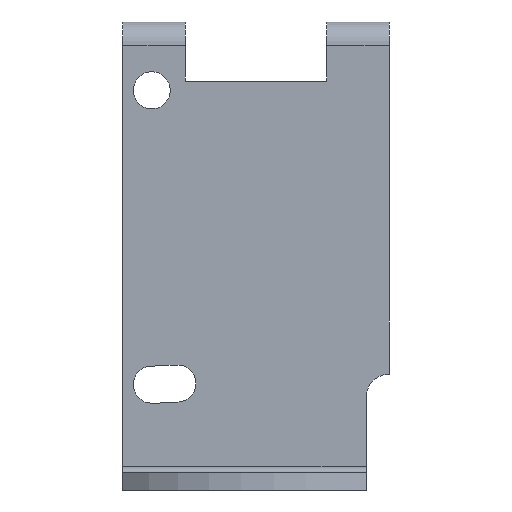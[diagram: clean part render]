
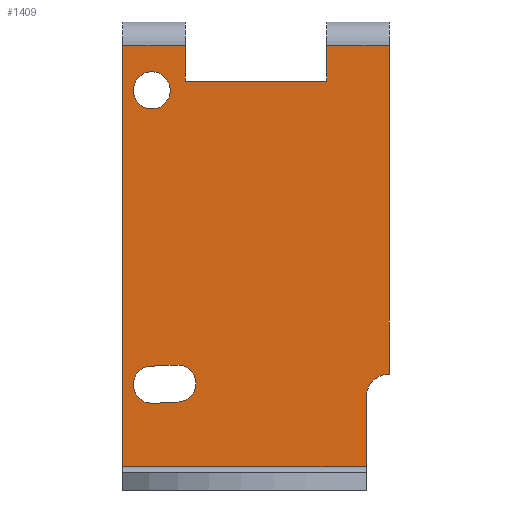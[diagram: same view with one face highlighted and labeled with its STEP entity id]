
A CAD part, left-side view. The second image highlights one B-rep face of the part: STEP entity #1409.
In plain terms, the highlighted planar face has unit normal (-1, 0, 0).
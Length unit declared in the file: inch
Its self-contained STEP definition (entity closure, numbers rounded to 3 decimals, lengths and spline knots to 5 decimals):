
#2 = DIRECTION ( 'NONE',  ( 1., 0., 0. ) ) ;
#10 = LINE ( 'NONE', #831, #649 ) ;
#12 = ORIENTED_EDGE ( 'NONE', *, *, #2030, .T. ) ;
#28 = ORIENTED_EDGE ( 'NONE', *, *, #246, .T. ) ;
#31 = CARTESIAN_POINT ( 'NONE',  ( -0.31102, 0.35433, 1.35827 ) ) ;
#32 = ORIENTED_EDGE ( 'NONE', *, *, #2124, .T. ) ;
#38 = CARTESIAN_POINT ( 'NONE',  ( -0.31102, 0.24016, 1.51575 ) ) ;
#42 = DIRECTION ( 'NONE',  ( 0., 0., 1. ) ) ;
#48 = DIRECTION ( 'NONE',  ( 0., 0., -1. ) ) ;
#50 = EDGE_CURVE ( 'NONE', #1527, #2182, #252, .T. ) ;
#56 = DIRECTION ( 'NONE',  ( 0., 0., 1. ) ) ;
#74 = VERTEX_POINT ( 'NONE', #288 ) ;
#89 = ORIENTED_EDGE ( 'NONE', *, *, #2005, .T. ) ;
#91 = DIRECTION ( 'NONE',  ( 0., -1., 0. ) ) ;
#100 = DIRECTION ( 'NONE',  ( 0., 1., 0. ) ) ;
#143 = CIRCLE ( 'NONE', #1837, 1.06299 ) ;
#201 = CARTESIAN_POINT ( 'NONE',  ( -0.31102, -0.45276, 1.51181 ) ) ;
#207 = CARTESIAN_POINT ( 'NONE',  ( -0.31102, 0.35433, 1.35827 ) ) ;
#208 = DIRECTION ( 'NONE',  ( 0., 1., 0. ) ) ;
#234 = EDGE_CURVE ( 'NONE', #278, #1968, #143, .T. ) ;
#237 = CARTESIAN_POINT ( 'NONE',  ( -0.31102, 0.24016, 1.38976 ) ) ;
#246 = EDGE_CURVE ( 'NONE', #1099, #74, #1226, .T. ) ;
#252 = CIRCLE ( 'NONE', #1798, 0.93701 ) ;
#278 = VERTEX_POINT ( 'NONE', #749 ) ;
#286 = CARTESIAN_POINT ( 'NONE',  ( -0.31102, -0.24016, 1.38976 ) ) ;
#288 = CARTESIAN_POINT ( 'NONE',  ( -0.31102, 0.45276, 0.07874 ) ) ;
#289 = VERTEX_POINT ( 'NONE', #894 ) ;
#293 = ORIENTED_EDGE ( 'NONE', *, *, #1914, .T. ) ;
#299 = AXIS2_PLACEMENT_3D ( 'NONE', #1007, #2, #1871 ) ;
#308 = LINE ( 'NONE', #785, #1420 ) ;
#312 = CARTESIAN_POINT ( 'NONE',  ( -0.31102, 0.45276, 1.51181 ) ) ;
#326 = ORIENTED_EDGE ( 'NONE', *, *, #411, .T. ) ;
#337 = CIRCLE ( 'NONE', #1694, 0.06299 ) ;
#348 = ORIENTED_EDGE ( 'NONE', *, *, #2102, .T. ) ;
#359 = EDGE_LOOP ( 'NONE', ( #32, #2119, #89, #507 ) ) ;
#368 = ORIENTED_EDGE ( 'NONE', *, *, #1531, .T. ) ;
#372 = DIRECTION ( 'NONE',  ( -1., 0., 0. ) ) ;
#377 = CARTESIAN_POINT ( 'NONE',  ( -0.31102, 0.35433, 1.35827 ) ) ;
#411 = EDGE_CURVE ( 'NONE', #74, #1161, #1890, .T. ) ;
#412 = CARTESIAN_POINT ( 'NONE',  ( -0.31102, 0.45276, 0.07874 ) ) ;
#439 = VERTEX_POINT ( 'NONE', #286 ) ;
#481 = VERTEX_POINT ( 'NONE', #1802 ) ;
#507 = ORIENTED_EDGE ( 'NONE', *, *, #234, .T. ) ;
#519 = EDGE_CURVE ( 'NONE', #2130, #289, #308, .T. ) ;
#539 = FACE_BOUND ( 'NONE', #1672, .T. ) ;
#550 = FACE_BOUND ( 'NONE', #359, .T. ) ;
#555 = CIRCLE ( 'NONE', #2117, 0.06299 ) ;
#587 = CARTESIAN_POINT ( 'NONE',  ( -0.31102, 0.35433, 0.35827 ) ) ;
#649 = VECTOR ( 'NONE', #1861, 39.37008 ) ;
#654 = VECTOR ( 'NONE', #2136, 39.37008 ) ;
#660 = EDGE_CURVE ( 'NONE', #1099, #1451, #1200, .T. ) ;
#662 = CARTESIAN_POINT ( 'NONE',  ( -0.31102, -0.45276, 0.3937 ) ) ;
#716 = DIRECTION ( 'NONE',  ( 1., 0., 0. ) ) ;
#717 = DIRECTION ( 'NONE',  ( 0., 0., -1. ) ) ;
#729 = DIRECTION ( 'NONE',  ( 0., 0., -1. ) ) ;
#731 = CARTESIAN_POINT ( 'NONE',  ( -0.31102, 0.35433, 1.35827 ) ) ;
#733 = DIRECTION ( 'NONE',  ( 1., 0., 0. ) ) ;
#739 = CARTESIAN_POINT ( 'NONE',  ( -0.31102, 0.45276, 0. ) ) ;
#749 = CARTESIAN_POINT ( 'NONE',  ( -0.31102, 0.26168, 0.29932 ) ) ;
#760 = DIRECTION ( 'NONE',  ( 0., 0., -1. ) ) ;
#767 = AXIS2_PLACEMENT_3D ( 'NONE', #2045, #1872, #1239 ) ;
#785 = CARTESIAN_POINT ( 'NONE',  ( -0.31102, 0.45276, 1.51181 ) ) ;
#831 = CARTESIAN_POINT ( 'NONE',  ( -0.31102, -0.45276, 0. ) ) ;
#885 = DIRECTION ( 'NONE',  ( -1., 0., 0. ) ) ;
#894 = CARTESIAN_POINT ( 'NONE',  ( -0.31102, -0.24016, 1.51181 ) ) ;
#896 = ORIENTED_EDGE ( 'NONE', *, *, #1597, .T. ) ;
#915 = ORIENTED_EDGE ( 'NONE', *, *, #519, .T. ) ;
#932 = CIRCLE ( 'NONE', #2003, 0.06299 ) ;
#940 = ORIENTED_EDGE ( 'NONE', *, *, #660, .F. ) ;
#999 = VECTOR ( 'NONE', #1218, 39.37008 ) ;
#1007 = CARTESIAN_POINT ( 'NONE',  ( -0.31102, -0.45276, 0.31496 ) ) ;
#1043 = AXIS2_PLACEMENT_3D ( 'NONE', #739, #372, #42 ) ;
#1099 = VERTEX_POINT ( 'NONE', #312 ) ;
#1144 = DIRECTION ( 'NONE',  ( 0., 0., -1. ) ) ;
#1154 = VECTOR ( 'NONE', #56, 39.37008 ) ;
#1161 = VERTEX_POINT ( 'NONE', #2157 ) ;
#1179 = ORIENTED_EDGE ( 'NONE', *, *, #1584, .T. ) ;
#1192 = EDGE_CURVE ( 'NONE', #2130, #1891, #10, .T. ) ;
#1200 = LINE ( 'NONE', #1308, #1702 ) ;
#1218 = DIRECTION ( 'NONE',  ( 0., 0., 1. ) ) ;
#1226 = LINE ( 'NONE', #1887, #2070 ) ;
#1231 = PLANE ( 'NONE',  #1043 ) ;
#1239 = DIRECTION ( 'NONE',  ( 0., 0., -1. ) ) ;
#1248 = CARTESIAN_POINT ( 'NONE',  ( -0.31102, 0.27267, 0.42483 ) ) ;
#1259 = ORIENTED_EDGE ( 'NONE', *, *, #1192, .F. ) ;
#1263 = LINE ( 'NONE', #1745, #1154 ) ;
#1306 = VERTEX_POINT ( 'NONE', #237 ) ;
#1308 = CARTESIAN_POINT ( 'NONE',  ( -0.31102, 0.45276, 1.51181 ) ) ;
#1339 = LINE ( 'NONE', #1643, #654 ) ;
#1394 = VECTOR ( 'NONE', #208, 39.37008 ) ;
#1409 = ADVANCED_FACE ( 'NONE', ( #550, #1604, #539 ), #1231, .T. ) ;
#1420 = VECTOR ( 'NONE', #100, 39.37008 ) ;
#1428 = CARTESIAN_POINT ( 'NONE',  ( -0.31102, 0.24016, 1.51181 ) ) ;
#1451 = VERTEX_POINT ( 'NONE', #1428 ) ;
#1460 = CARTESIAN_POINT ( 'NONE',  ( -0.31102, -0.37402, 0.31496 ) ) ;
#1473 = CARTESIAN_POINT ( 'NONE',  ( -0.31102, 0.35433, 1.29528 ) ) ;
#1526 = VECTOR ( 'NONE', #91, 39.37008 ) ;
#1527 = VERTEX_POINT ( 'NONE', #1876 ) ;
#1531 = EDGE_CURVE ( 'NONE', #1161, #1625, #1263, .T. ) ;
#1568 = DIRECTION ( 'NONE',  ( 0., 0., -1. ) ) ;
#1584 = EDGE_CURVE ( 'NONE', #439, #1306, #2020, .T. ) ;
#1597 = EDGE_CURVE ( 'NONE', #481, #1708, #337, .T. ) ;
#1604 = FACE_OUTER_BOUND ( 'NONE', #1722, .T. ) ;
#1625 = VERTEX_POINT ( 'NONE', #1460 ) ;
#1638 = EDGE_CURVE ( 'NONE', #289, #439, #1339, .T. ) ;
#1643 = CARTESIAN_POINT ( 'NONE',  ( -0.31102, -0.24016, 1.46224 ) ) ;
#1672 = EDGE_LOOP ( 'NONE', ( #348, #896 ) ) ;
#1694 = AXIS2_PLACEMENT_3D ( 'NONE', #731, #1720, #717 ) ;
#1702 = VECTOR ( 'NONE', #1995, 39.37008 ) ;
#1708 = VERTEX_POINT ( 'NONE', #1473 ) ;
#1720 = DIRECTION ( 'NONE',  ( 1., 0., 0. ) ) ;
#1722 = EDGE_LOOP ( 'NONE', ( #12, #940, #28, #326, #368, #293, #1259, #915, #1954, #1179 ) ) ;
#1745 = CARTESIAN_POINT ( 'NONE',  ( -0.31102, -0.37402, 0. ) ) ;
#1768 = CIRCLE ( 'NONE', #299, 0.07874 ) ;
#1798 = AXIS2_PLACEMENT_3D ( 'NONE', #377, #885, #1144 ) ;
#1802 = CARTESIAN_POINT ( 'NONE',  ( -0.31102, 0.35433, 1.42126 ) ) ;
#1837 = AXIS2_PLACEMENT_3D ( 'NONE', #207, #716, #729 ) ;
#1861 = DIRECTION ( 'NONE',  ( 0., 0., -1. ) ) ;
#1871 = DIRECTION ( 'NONE',  ( 0., 0., -1. ) ) ;
#1872 = DIRECTION ( 'NONE',  ( 1., 0., 0. ) ) ;
#1876 = CARTESIAN_POINT ( 'NONE',  ( -0.31102, 0.35433, 0.42126 ) ) ;
#1887 = CARTESIAN_POINT ( 'NONE',  ( -0.31102, 0.45276, 0. ) ) ;
#1890 = LINE ( 'NONE', #412, #1526 ) ;
#1891 = VERTEX_POINT ( 'NONE', #662 ) ;
#1901 = LINE ( 'NONE', #38, #999 ) ;
#1914 = EDGE_CURVE ( 'NONE', #1625, #1891, #1768, .T. ) ;
#1954 = ORIENTED_EDGE ( 'NONE', *, *, #1638, .T. ) ;
#1968 = VERTEX_POINT ( 'NONE', #2058 ) ;
#1995 = DIRECTION ( 'NONE',  ( 0., -1., 0. ) ) ;
#2003 = AXIS2_PLACEMENT_3D ( 'NONE', #31, #733, #48 ) ;
#2005 = EDGE_CURVE ( 'NONE', #2182, #278, #2158, .T. ) ;
#2020 = LINE ( 'NONE', #2085, #1394 ) ;
#2030 = EDGE_CURVE ( 'NONE', #1306, #1451, #1901, .T. ) ;
#2045 = CARTESIAN_POINT ( 'NONE',  ( -0.31102, 0.26717, 0.36207 ) ) ;
#2058 = CARTESIAN_POINT ( 'NONE',  ( -0.31102, 0.35433, 0.29528 ) ) ;
#2070 = VECTOR ( 'NONE', #1568, 39.37008 ) ;
#2085 = CARTESIAN_POINT ( 'NONE',  ( -0.31102, 0.45276, 1.38976 ) ) ;
#2093 = DIRECTION ( 'NONE',  ( 1., 0., 0. ) ) ;
#2102 = EDGE_CURVE ( 'NONE', #1708, #481, #932, .T. ) ;
#2117 = AXIS2_PLACEMENT_3D ( 'NONE', #587, #2093, #760 ) ;
#2119 = ORIENTED_EDGE ( 'NONE', *, *, #50, .T. ) ;
#2124 = EDGE_CURVE ( 'NONE', #1968, #1527, #555, .T. ) ;
#2130 = VERTEX_POINT ( 'NONE', #201 ) ;
#2136 = DIRECTION ( 'NONE',  ( 0., 0., -1. ) ) ;
#2157 = CARTESIAN_POINT ( 'NONE',  ( -0.31102, -0.37402, 0.07874 ) ) ;
#2158 = CIRCLE ( 'NONE', #767, 0.06299 ) ;
#2182 = VERTEX_POINT ( 'NONE', #1248 ) ;
